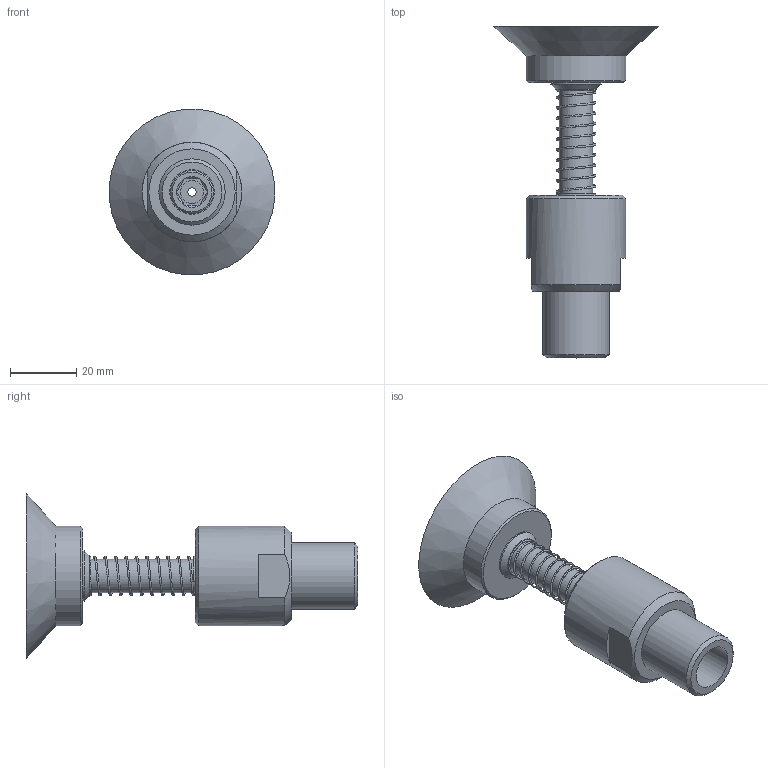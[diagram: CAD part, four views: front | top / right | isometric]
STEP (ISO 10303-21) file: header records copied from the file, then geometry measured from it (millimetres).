
FILE_DESCRIPTION((''),'2;1');
FILE_NAME('GC24010_008.stp','2013-04-26T09:09:33',('DARENAM'),(''),'Autodesk Inventor 2010','Autodesk Inventor 2010','');
FILE_SCHEMA(('AUTOMOTIVE_DESIGN { 1 0 10303 214 1 1 1 1 }'));
Length unit declared in the file: millimetre
Products named in the file (6): N24010_008; N24010_007; N24010_006; N24010_005; N24010_009; N24010_010
Assembly tree (5 placements, depth 2):
  N24010_008
    N24010_007
    N24010_006
    N24010_005
    N24010_009
    N24010_010
Bounding box: 49.87 x 100 x 49.87 mm (x, y, z)
Volume: 29424.6 mm3; surface area: 18397 mm2
Topology: 5 solids, 5 shells, 72 faces, 153 edges, 99 vertices
Faces by surface type: plane 36, cone 18, cylinder 17, bspline 1
Full cylindrical faces by diameter (mm): 2.5 x1, 7 x1, 8.9 x1, 10 x1, 10.2 x1, 11 x1, 13 x2, 13.4 x1, 14 x2, 15.2 x1, 20 x1, 24 x1, 25 x1, 30 x2
Entity records: 3442 total; most frequent: CARTESIAN_POINT 1805, DIRECTION 334, ORIENTED_EDGE 242, AXIS2_PLACEMENT_3D 144, EDGE_CURVE 121, EDGE_LOOP 115, VERTEX_POINT 94, FACE_OUTER_BOUND 72
